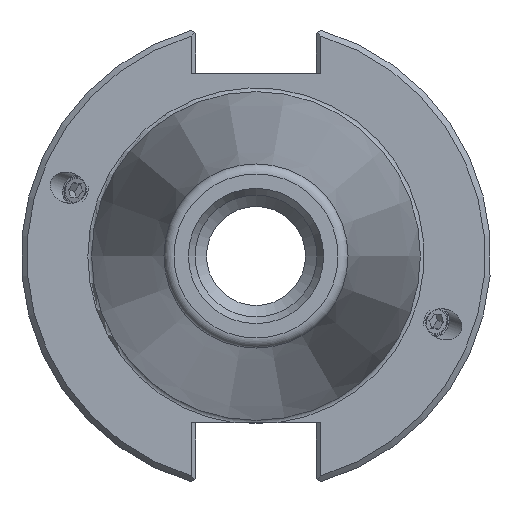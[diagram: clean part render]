
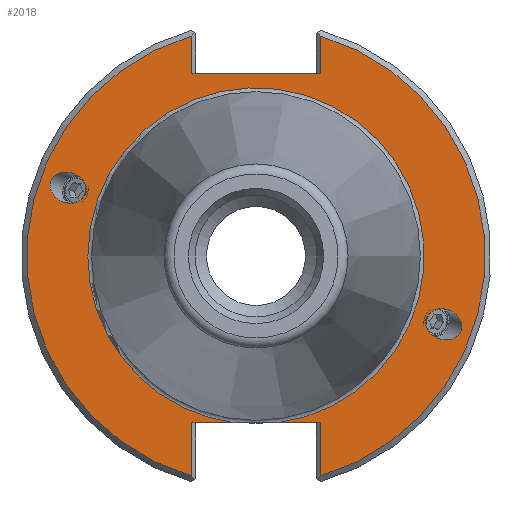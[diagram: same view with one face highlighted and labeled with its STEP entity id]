
A CAD part, left-side view. The second image highlights one B-rep face of the part: STEP entity #2018.
In plain terms, the highlighted planar face has unit normal (-1, 0, 0).
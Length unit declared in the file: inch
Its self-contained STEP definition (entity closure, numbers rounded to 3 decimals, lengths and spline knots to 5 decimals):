
#465=CARTESIAN_POINT('',(0.125,-0.345,-0.888));
#466=VERTEX_POINT('',#465);
#473=CARTESIAN_POINT('',(0.125,-0.11172,-0.888));
#474=VERTEX_POINT('',#473);
#475=CARTESIAN_POINT('',(0.125,-0.345,-0.888));
#476=DIRECTION('',(0.0,1.0,0.0));
#477=VECTOR('',#476,0.23328);
#478=LINE('',#475,#477);
#479=EDGE_CURVE('',#466,#474,#478,.T.);
#481=CARTESIAN_POINT('',(0.125,0.11172,-0.888));
#482=VERTEX_POINT('',#481);
#497=CARTESIAN_POINT('',(0.125,0.345,-0.888));
#498=VERTEX_POINT('',#497);
#499=CARTESIAN_POINT('',(0.125,0.11172,-0.888));
#500=DIRECTION('',(0.0,1.0,0.0));
#501=VECTOR('',#500,0.23328);
#502=LINE('',#499,#501);
#503=EDGE_CURVE('',#482,#498,#502,.T.);
#1254=CARTESIAN_POINT('',(0.125,-0.90631,-0.32987));
#1255=VERTEX_POINT('',#1254);
#1256=CARTESIAN_POINT('',(0.125,-0.99889,-0.36357));
#1257=DIRECTION('',(1.0,0.0,0.0));
#1258=DIRECTION('',(0.0,-0.94,-0.342));
#1259=AXIS2_PLACEMENT_3D('',#1256,#1257,#1258);
#1260=ELLIPSE('',#1259,0.09853,0.08071);
#1261=EDGE_CURVE('',#1255,#1255,#1260,.T.);
#1334=CARTESIAN_POINT('',(0.125,0.90631,0.32987));
#1335=VERTEX_POINT('',#1334);
#1336=CARTESIAN_POINT('',(0.125,0.99889,0.36357));
#1337=DIRECTION('',(1.0,0.0,0.0));
#1338=DIRECTION('',(0.0,0.94,0.342));
#1339=AXIS2_PLACEMENT_3D('',#1336,#1337,#1338);
#1340=ELLIPSE('',#1339,0.09853,0.08071);
#1341=EDGE_CURVE('',#1335,#1335,#1340,.T.);
#1594=CARTESIAN_POINT('',(0.125,0.345,0.972));
#1595=VERTEX_POINT('',#1594);
#1602=CARTESIAN_POINT('',(0.125,-0.345,0.972));
#1603=VERTEX_POINT('',#1602);
#1604=CARTESIAN_POINT('',(0.125,0.345,0.972));
#1605=DIRECTION('',(0.0,-1.0,0.0));
#1606=VECTOR('',#1605,0.69);
#1607=LINE('',#1604,#1606);
#1608=EDGE_CURVE('',#1595,#1603,#1607,.T.);
#1934=CARTESIAN_POINT('',(0.125,0.0,0.0));
#1935=DIRECTION('',(-1.0,0.0,0.0));
#1936=DIRECTION('',(0.0,-1.0,0.0));
#1937=AXIS2_PLACEMENT_3D('',#1934,#1935,#1936);
#1938=CIRCLE('',#1937,0.895);
#1939=EDGE_CURVE('',#474,#482,#1938,.T.);
#1955=CARTESIAN_POINT('',(0.125,1.0625,0.0));
#1956=DIRECTION('',(-1.0,0.0,0.0));
#1957=DIRECTION('',(0.0,0.0,1.0));
#1958=AXIS2_PLACEMENT_3D('',#1955,#1956,#1957);
#1959=PLANE('',#1958);
#1960=ORIENTED_EDGE('',*,*,#1939,.F.);
#1961=ORIENTED_EDGE('',*,*,#479,.F.);
#1962=CARTESIAN_POINT('',(0.125,-0.345,-1.1702));
#1963=VERTEX_POINT('',#1962);
#1964=CARTESIAN_POINT('',(0.125,-0.345,-1.1702));
#1965=DIRECTION('',(0.0,0.0,1.0));
#1966=VECTOR('',#1965,0.2822);
#1967=LINE('',#1964,#1966);
#1968=EDGE_CURVE('',#1963,#466,#1967,.T.);
#1969=ORIENTED_EDGE('',*,*,#1968,.F.);
#1970=CARTESIAN_POINT('',(0.125,-0.345,1.1702));
#1971=VERTEX_POINT('',#1970);
#1972=CARTESIAN_POINT('',(0.125,0.0,0.0));
#1973=DIRECTION('',(1.0,0.0,0.0));
#1974=DIRECTION('',(0.0,-1.0,0.0));
#1975=AXIS2_PLACEMENT_3D('',#1972,#1973,#1974);
#1976=CIRCLE('',#1975,1.22);
#1977=EDGE_CURVE('',#1971,#1963,#1976,.T.);
#1978=ORIENTED_EDGE('',*,*,#1977,.F.);
#1979=CARTESIAN_POINT('',(0.125,-0.345,0.972));
#1980=DIRECTION('',(0.0,0.0,1.0));
#1981=VECTOR('',#1980,0.1982);
#1982=LINE('',#1979,#1981);
#1983=EDGE_CURVE('',#1603,#1971,#1982,.T.);
#1984=ORIENTED_EDGE('',*,*,#1983,.F.);
#1985=ORIENTED_EDGE('',*,*,#1608,.F.);
#1986=CARTESIAN_POINT('',(0.125,0.345,1.1702));
#1987=VERTEX_POINT('',#1986);
#1988=CARTESIAN_POINT('',(0.125,0.345,1.1702));
#1989=DIRECTION('',(0.0,0.0,-1.0));
#1990=VECTOR('',#1989,0.1982);
#1991=LINE('',#1988,#1990);
#1992=EDGE_CURVE('',#1987,#1595,#1991,.T.);
#1993=ORIENTED_EDGE('',*,*,#1992,.F.);
#1994=CARTESIAN_POINT('',(0.125,0.345,-1.1702));
#1995=VERTEX_POINT('',#1994);
#1996=CARTESIAN_POINT('',(0.125,0.0,0.0));
#1997=DIRECTION('',(1.0,0.0,0.0));
#1998=DIRECTION('',(0.0,1.0,0.0));
#1999=AXIS2_PLACEMENT_3D('',#1996,#1997,#1998);
#2000=CIRCLE('',#1999,1.22);
#2001=EDGE_CURVE('',#1995,#1987,#2000,.T.);
#2002=ORIENTED_EDGE('',*,*,#2001,.F.);
#2003=CARTESIAN_POINT('',(0.125,0.345,-0.888));
#2004=DIRECTION('',(0.0,0.0,-1.0));
#2005=VECTOR('',#2004,0.2822);
#2006=LINE('',#2003,#2005);
#2007=EDGE_CURVE('',#498,#1995,#2006,.T.);
#2008=ORIENTED_EDGE('',*,*,#2007,.F.);
#2009=ORIENTED_EDGE('',*,*,#503,.F.);
#2010=EDGE_LOOP('',(#1960,#1961,#1969,#1978,#1984,#1985,#1993,#2002,#2008,#2009));
#2011=FACE_OUTER_BOUND('',#2010,.T.);
#2012=ORIENTED_EDGE('',*,*,#1261,.T.);
#2013=EDGE_LOOP('',(#2012));
#2014=FACE_BOUND('',#2013,.T.);
#2015=ORIENTED_EDGE('',*,*,#1341,.T.);
#2016=EDGE_LOOP('',(#2015));
#2017=FACE_BOUND('',#2016,.T.);
#2018=ADVANCED_FACE('',(#2011,#2014,#2017),#1959,.T.);
